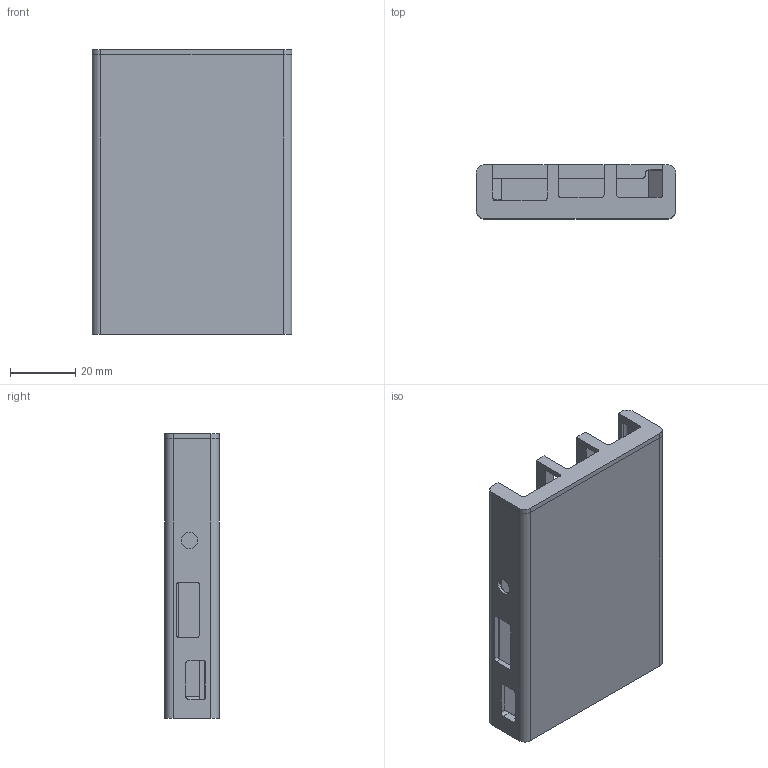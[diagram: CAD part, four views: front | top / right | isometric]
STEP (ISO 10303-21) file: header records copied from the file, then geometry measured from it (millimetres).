
FILE_DESCRIPTION (( 'STEP AP214' ), '1' );
FILE_NAME ('Raspberry Pi B+ Sleeve v1-1.STEP', '2015-01-24T08:40:54', ( '' ), ( '' ), 'SwSTEP 2.0', 'SolidWorks 2015', '' );
FILE_SCHEMA (( 'AUTOMOTIVE_DESIGN' ));
Length unit declared in the file: millimetre
Products named in the file (1): Raspberry Pi B+ Sleeve v1-1
Bounding box: 61.2 x 16.7 x 87.4 mm (x, y, z)
Volume: 29953 mm3; surface area: 27014.3 mm2
Topology: 2 solids, 2 shells, 122 faces, 356 edges, 236 vertices
Faces by surface type: plane 81, cylinder 41
Entity records: 4097 total; most frequent: CARTESIAN_POINT 744, ORIENTED_EDGE 712, DIRECTION 675, EDGE_CURVE 356, VECTOR 269, LINE 269, VERTEX_POINT 236, AXIS2_PLACEMENT_3D 203
